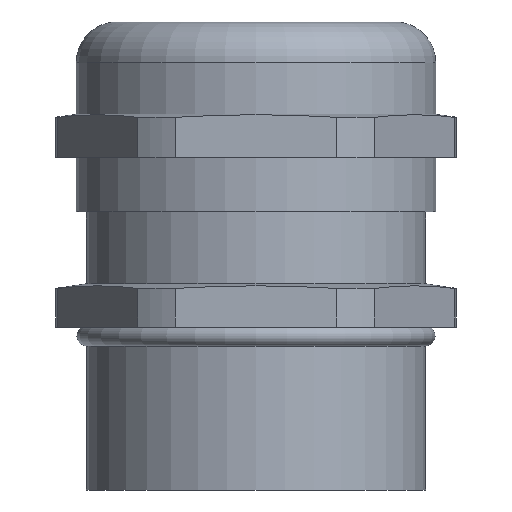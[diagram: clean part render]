
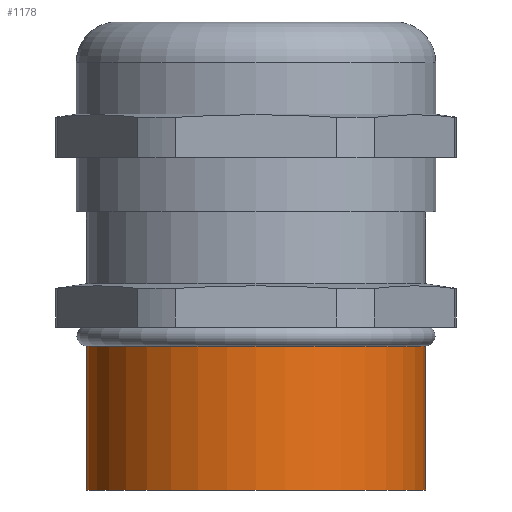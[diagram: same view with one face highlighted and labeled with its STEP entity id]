
A CAD part, front view. The second image highlights one B-rep face of the part: STEP entity #1178.
In plain terms, the highlighted cylindrical face has radius 12.5 mm (diameter 25 mm), a partial arc.
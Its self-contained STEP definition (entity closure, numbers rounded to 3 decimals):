
#363=CARTESIAN_POINT('',(0.,0.,-4.3));
#364=DIRECTION('',(0.,0.,-1.));
#365=DIRECTION('',(1.,0.,0.));
#366=AXIS2_PLACEMENT_3D('',#363,#364,#365);
#378=DIRECTION('',(0.,0.,-1.));
#379=VECTOR('',#378,10.602);
#380=CARTESIAN_POINT('',(12.5,0.,6.302));
#381=LINE('',#380,#379);
#382=DIRECTION('',(0.,0.,1.));
#383=VECTOR('',#382,10.602);
#384=CARTESIAN_POINT('',(-12.5,0.,-4.3));
#385=LINE('',#384,#383);
#391=CARTESIAN_POINT('',(0.,0.,6.302));
#392=DIRECTION('',(0.,0.,1.));
#393=DIRECTION('',(-1.,0.,0.));
#394=AXIS2_PLACEMENT_3D('',#391,#392,#393);
#802=CARTESIAN_POINT('',(12.5,0.,6.302));
#804=VERTEX_POINT('',#802);
#808=CARTESIAN_POINT('',(-12.5,0.,6.302));
#810=VERTEX_POINT('',#808);
#811=CARTESIAN_POINT('',(-12.5,0.,-4.3));
#812=CARTESIAN_POINT('',(12.5,0.,-4.3));
#813=VERTEX_POINT('',#811);
#814=VERTEX_POINT('',#812);
#1166=CARTESIAN_POINT('',(0.,0.,7.7));
#1167=DIRECTION('',(0.,0.,-1.));
#1168=DIRECTION('',(-1.,0.,0.));
#1169=AXIS2_PLACEMENT_3D('',#1166,#1167,#1168);
#1170=CYLINDRICAL_SURFACE('',#1169,12.5);
#1171=ORIENTED_EDGE('',*,*,#1159,.T.);
#1172=ORIENTED_EDGE('',*,*,#1142,.T.);
#1173=ORIENTED_EDGE('',*,*,#1156,.T.);
#1175=ORIENTED_EDGE('',*,*,#1174,.T.);
#1176=EDGE_LOOP('',(#1171,#1172,#1173,#1175));
#1177=FACE_OUTER_BOUND('',#1176,.F.);
#367=CIRCLE('',#366,12.5);
#395=CIRCLE('',#394,12.5);
#1142=EDGE_CURVE('',#814,#813,#367,.T.);
#1156=EDGE_CURVE('',#813,#810,#385,.T.);
#1159=EDGE_CURVE('',#804,#814,#381,.T.);
#1174=EDGE_CURVE('',#810,#804,#395,.T.);
#1178=ADVANCED_FACE('',(#1177),#1170,.T.);
